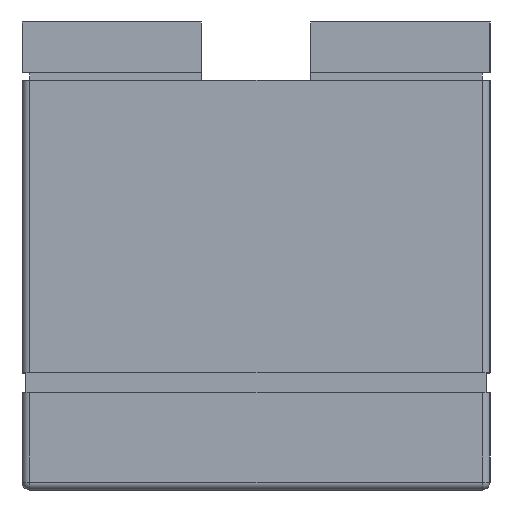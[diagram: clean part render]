
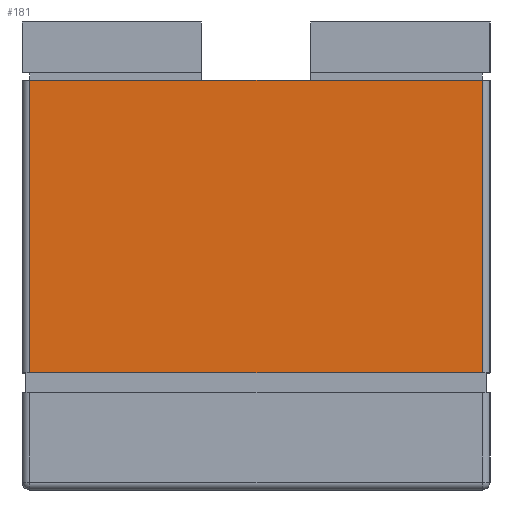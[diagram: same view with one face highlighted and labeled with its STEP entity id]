
A CAD part, left-side view. The second image highlights one B-rep face of the part: STEP entity #181.
In plain terms, the highlighted planar face has unit normal (-1, 0, 0).
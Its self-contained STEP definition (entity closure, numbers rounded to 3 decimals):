
#40 = VECTOR ( 'NONE', #237, 1000. ) ;
#70 = CARTESIAN_POINT ( 'NONE',  ( 0., 1.19, 0.3 ) ) ;
#130 = VERTEX_POINT ( 'NONE', #235 ) ;
#134 = CARTESIAN_POINT ( 'NONE',  ( 0., 1.18, 1.05 ) ) ;
#181 = ADVANCED_FACE ( 'NONE', ( #974 ), #410, .F. ) ;
#182 = ORIENTED_EDGE ( 'NONE', *, *, #1919, .T. ) ;
#235 = CARTESIAN_POINT ( 'NONE',  ( 0., 0.02, 0.3 ) ) ;
#237 = DIRECTION ( 'NONE',  ( 0., 0., 1. ) ) ;
#308 = DIRECTION ( 'NONE',  ( 0., 0., -1. ) ) ;
#410 = PLANE ( 'NONE',  #1218 ) ;
#578 = VECTOR ( 'NONE', #2300, 1000. ) ;
#648 = VERTEX_POINT ( 'NONE', #941 ) ;
#784 = CARTESIAN_POINT ( 'NONE',  ( 0., 0., 1.05 ) ) ;
#815 = EDGE_CURVE ( 'NONE', #929, #1734, #1904, .T. ) ;
#922 = CARTESIAN_POINT ( 'NONE',  ( 0., 0.02, 1.05 ) ) ;
#929 = VERTEX_POINT ( 'NONE', #134 ) ;
#941 = CARTESIAN_POINT ( 'NONE',  ( 0., 1.18, 0.3 ) ) ;
#974 = FACE_OUTER_BOUND ( 'NONE', #1226, .T. ) ;
#1202 = CARTESIAN_POINT ( 'NONE',  ( 0., 0., 1.05 ) ) ;
#1218 = AXIS2_PLACEMENT_3D ( 'NONE', #784, #1318, #1389 ) ;
#1225 = VECTOR ( 'NONE', #308, 1000. ) ;
#1226 = EDGE_LOOP ( 'NONE', ( #1564, #182, #1992, #1289 ) ) ;
#1289 = ORIENTED_EDGE ( 'NONE', *, *, #1641, .T. ) ;
#1318 = DIRECTION ( 'NONE',  ( 1., 0., 0. ) ) ;
#1332 = CARTESIAN_POINT ( 'NONE',  ( 0., 0.02, 1.05 ) ) ;
#1359 = DIRECTION ( 'NONE',  ( 0., -1., 0. ) ) ;
#1367 = LINE ( 'NONE', #70, #578 ) ;
#1389 = DIRECTION ( 'NONE',  ( 0., 1., 0. ) ) ;
#1492 = LINE ( 'NONE', #1332, #40 ) ;
#1564 = ORIENTED_EDGE ( 'NONE', *, *, #2084, .F. ) ;
#1641 = EDGE_CURVE ( 'NONE', #929, #648, #2155, .T. ) ;
#1734 = VERTEX_POINT ( 'NONE', #922 ) ;
#1904 = LINE ( 'NONE', #1202, #2046 ) ;
#1919 = EDGE_CURVE ( 'NONE', #130, #1734, #1492, .T. ) ;
#1978 = CARTESIAN_POINT ( 'NONE',  ( 0., 1.18, 1.05 ) ) ;
#1992 = ORIENTED_EDGE ( 'NONE', *, *, #815, .F. ) ;
#2046 = VECTOR ( 'NONE', #1359, 1000. ) ;
#2084 = EDGE_CURVE ( 'NONE', #130, #648, #1367, .T. ) ;
#2155 = LINE ( 'NONE', #1978, #1225 ) ;
#2300 = DIRECTION ( 'NONE',  ( 0., 1., 0. ) ) ;
